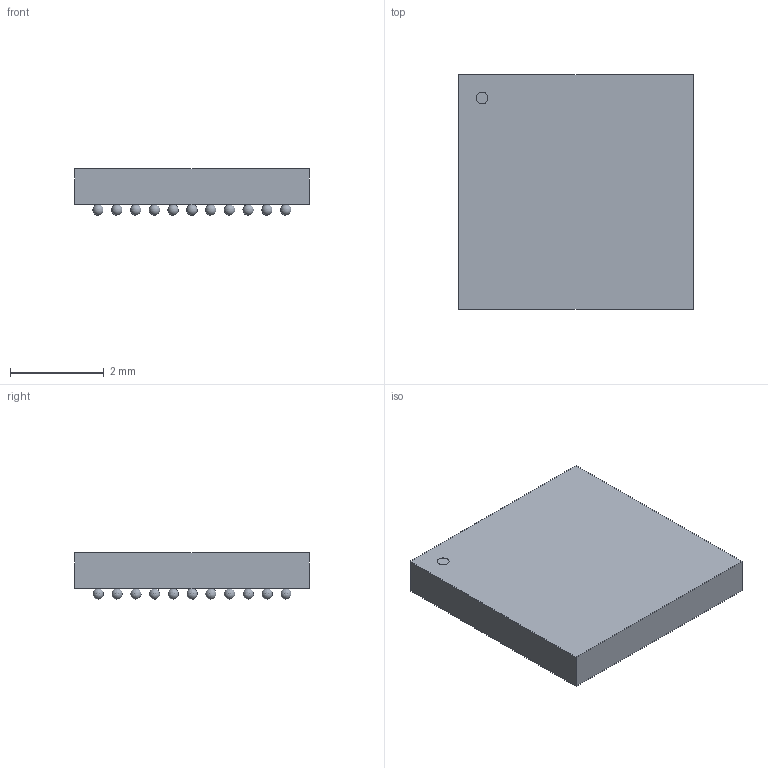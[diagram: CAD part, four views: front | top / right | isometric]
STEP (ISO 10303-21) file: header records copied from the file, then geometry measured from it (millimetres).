
FILE_DESCRIPTION(('STEP AP214'),'1');
FILE_NAME('UCBGA121_LAT','2023-03-30T20:06:36',(''),(''),'','','');
FILE_SCHEMA(('AUTOMOTIVE_DESIGN'));
Length unit declared in the file: millimetre
Products named in the file (1): product
Bounding box: 5 x 5 x 0.99 mm (x, y, z)
Volume: 19.9 mm3; surface area: 85.3 mm2
Topology: 123 solids, 123 shells, 130 faces, 378 edges, 252 vertices
Faces by surface type: sphere 121, plane 8, cylinder 1
Full cylindrical faces by diameter (mm): 0.25 x1
Entity records: 1345 total; most frequent: DIRECTION 280, CARTESIAN_POINT 144, AXIS2_PLACEMENT_3D 134, STYLED_ITEM 130, ADVANCED_FACE 130, MANIFOLD_SOLID_BREP 123, CLOSED_SHELL 123, SPHERICAL_SURFACE 121
